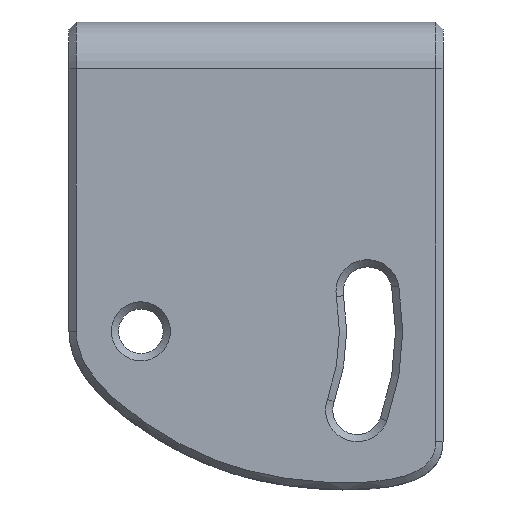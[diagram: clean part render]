
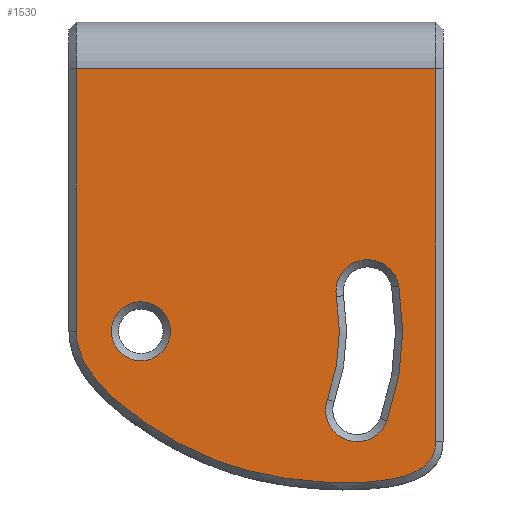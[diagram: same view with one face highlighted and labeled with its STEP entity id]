
A CAD part, left-side view. The second image highlights one B-rep face of the part: STEP entity #1530.
In plain terms, the highlighted planar face has unit normal (-1, 0, 0).
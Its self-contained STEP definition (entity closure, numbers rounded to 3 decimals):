
#41=CIRCLE('',#1651,2.05);
#42=CIRCLE('',#1652,2.2);
#43=CIRCLE('',#1653,13.8);
#44=CIRCLE('',#1654,2.2);
#45=CIRCLE('',#1655,18.2);
#113=B_SPLINE_CURVE_WITH_KNOTS('',3,(#2399,#2400,#2401,#2402,#2403,#2404,
#2405,#2406,#2407,#2408,#2409,#2410,#2411,#2412),.UNSPECIFIED.,.F.,.F.,
(4,1,1,1,1,1,1,1,1,1,1,4),(0.,0.054,0.071,
0.143,0.286,0.429,0.482,
0.571,0.714,0.857,0.929,
1.),.UNSPECIFIED.);
#127=FACE_BOUND('',#279,.T.);
#128=FACE_BOUND('',#280,.T.);
#176=FACE_OUTER_BOUND('',#278,.T.);
#278=EDGE_LOOP('',(#1167,#1168,#1169,#1170));
#279=EDGE_LOOP('',(#1171));
#280=EDGE_LOOP('',(#1172,#1173,#1174,#1175));
#419=LINE('',#2434,#573);
#435=LINE('',#2571,#589);
#438=LINE('',#2576,#592);
#573=VECTOR('',#1873,10.);
#589=VECTOR('',#1923,10.);
#592=VECTOR('',#1930,10.);
#702=VERTEX_POINT('',#2396);
#703=VERTEX_POINT('',#2398);
#706=VERTEX_POINT('',#2432);
#720=VERTEX_POINT('',#2567);
#721=VERTEX_POINT('',#2578);
#722=VERTEX_POINT('',#2580);
#723=VERTEX_POINT('',#2581);
#724=VERTEX_POINT('',#2583);
#725=VERTEX_POINT('',#2585);
#848=EDGE_CURVE('',#702,#703,#113,.T.);
#853=EDGE_CURVE('',#706,#702,#419,.T.);
#879=EDGE_CURVE('',#703,#720,#435,.T.);
#882=EDGE_CURVE('',#706,#720,#438,.T.);
#883=EDGE_CURVE('',#721,#721,#41,.T.);
#884=EDGE_CURVE('',#722,#723,#42,.T.);
#885=EDGE_CURVE('',#724,#722,#43,.T.);
#886=EDGE_CURVE('',#725,#724,#44,.T.);
#887=EDGE_CURVE('',#723,#725,#45,.T.);
#1167=ORIENTED_EDGE('',*,*,#879,.F.);
#1168=ORIENTED_EDGE('',*,*,#848,.F.);
#1169=ORIENTED_EDGE('',*,*,#853,.F.);
#1170=ORIENTED_EDGE('',*,*,#882,.T.);
#1171=ORIENTED_EDGE('',*,*,#883,.F.);
#1172=ORIENTED_EDGE('',*,*,#884,.F.);
#1173=ORIENTED_EDGE('',*,*,#885,.F.);
#1174=ORIENTED_EDGE('',*,*,#886,.F.);
#1175=ORIENTED_EDGE('',*,*,#887,.F.);
#1468=PLANE('',#1650);
#1530=ADVANCED_FACE('',(#176,#127,#128),#1468,.T.);
#1650=AXIS2_PLACEMENT_3D('',#2577,#1931,#1932);
#1651=AXIS2_PLACEMENT_3D('',#2579,#1933,#1934);
#1652=AXIS2_PLACEMENT_3D('',#2582,#1935,#1936);
#1653=AXIS2_PLACEMENT_3D('',#2584,#1937,#1938);
#1654=AXIS2_PLACEMENT_3D('',#2586,#1939,#1940);
#1655=AXIS2_PLACEMENT_3D('',#2587,#1941,#1942);
#1873=DIRECTION('',(0.,0.,-1.));
#1923=DIRECTION('',(0.,0.,1.));
#1930=DIRECTION('',(0.,1.,0.));
#1931=DIRECTION('center_axis',(-1.,0.,0.));
#1932=DIRECTION('ref_axis',(0.,0.,1.));
#1933=DIRECTION('center_axis',(-1.,0.,0.));
#1934=DIRECTION('ref_axis',(0.,0.,-1.));
#1935=DIRECTION('center_axis',(-1.,0.,0.));
#1936=DIRECTION('ref_axis',(0.,0.94,0.342));
#1937=DIRECTION('center_axis',(1.,0.,0.));
#1938=DIRECTION('ref_axis',(0.,-0.985,0.174));
#1939=DIRECTION('center_axis',(-1.,0.,0.));
#1940=DIRECTION('ref_axis',(0.,0.985,-0.174));
#1941=DIRECTION('center_axis',(-1.,0.,0.));
#1942=DIRECTION('ref_axis',(0.,-0.985,0.174));
#2396=CARTESIAN_POINT('',(-15.65,0.5,-25.893));
#2398=CARTESIAN_POINT('',(-15.65,25.5,-18.25));
#2399=CARTESIAN_POINT('Ctrl Pts',(-15.65,0.5,-25.893));
#2400=CARTESIAN_POINT('Ctrl Pts',(-15.65,0.5,-26.345));
#2401=CARTESIAN_POINT('Ctrl Pts',(-15.65,0.626,-26.824));
#2402=CARTESIAN_POINT('Ctrl Pts',(-15.65,1.154,-27.591));
#2403=CARTESIAN_POINT('Ctrl Pts',(-15.65,2.716,-28.592));
#2404=CARTESIAN_POINT('Ctrl Pts',(-15.65,7.202,-28.942));
#2405=CARTESIAN_POINT('Ctrl Pts',(-15.65,11.143,-28.496));
#2406=CARTESIAN_POINT('Ctrl Pts',(-15.65,14.011,-27.847));
#2407=CARTESIAN_POINT('Ctrl Pts',(-15.65,16.687,-26.942));
#2408=CARTESIAN_POINT('Ctrl Pts',(-15.65,20.35,-25.04));
#2409=CARTESIAN_POINT('Ctrl Pts',(-15.65,23.727,-22.353));
#2410=CARTESIAN_POINT('Ctrl Pts',(-15.65,25.242,-20.014));
#2411=CARTESIAN_POINT('Ctrl Pts',(-15.65,25.5,-18.847));
#2412=CARTESIAN_POINT('Ctrl Pts',(-15.65,25.5,-18.25));
#2432=CARTESIAN_POINT('',(-15.65,0.5,0.));
#2434=CARTESIAN_POINT('',(-15.65,0.5,-20.));
#2567=CARTESIAN_POINT('',(-15.65,25.5,0.));
#2571=CARTESIAN_POINT('',(-15.65,25.5,-20.));
#2576=CARTESIAN_POINT('',(-15.65,0.,0.));
#2577=CARTESIAN_POINT('Origin',(-15.65,0.,-40.));
#2578=CARTESIAN_POINT('',(-15.65,21.,-16.2));
#2579=CARTESIAN_POINT('Origin',(-15.65,21.,-18.25));
#2580=CARTESIAN_POINT('',(-15.65,8.032,-22.97));
#2581=CARTESIAN_POINT('',(-15.65,3.898,-24.475));
#2582=CARTESIAN_POINT('Origin',(-15.65,5.965,-23.722));
#2583=CARTESIAN_POINT('',(-15.65,7.41,-15.854));
#2584=CARTESIAN_POINT('Origin',(-15.65,21.,-18.25));
#2585=CARTESIAN_POINT('',(-15.65,3.076,-15.09));
#2586=CARTESIAN_POINT('Origin',(-15.65,5.243,-15.472));
#2587=CARTESIAN_POINT('Origin',(-15.65,21.,-18.25));
